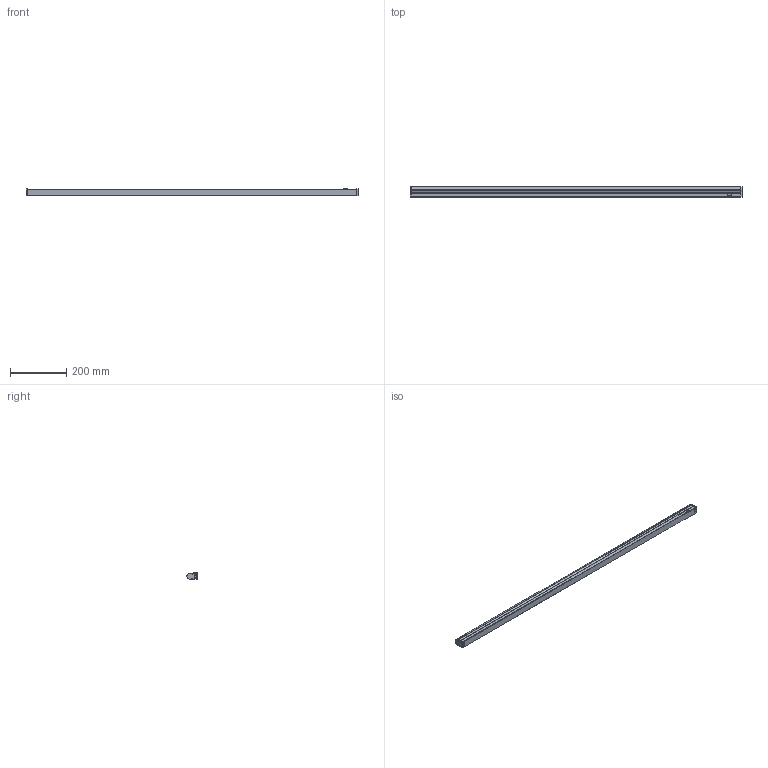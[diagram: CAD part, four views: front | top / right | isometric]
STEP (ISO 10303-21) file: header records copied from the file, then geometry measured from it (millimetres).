
FILE_DESCRIPTION (( 'STEP AP203' ), '1' );
FILE_NAME ('LDBO0-3004-14-4000-K01 Ñâåòèëüíèê ñâåòîäèîäíûé ÄÁÎ 3004 14Âò 4000Ê IP20 1172ìì ïëàñòèê  IEK.STEP', '2018-04-11T06:24:14', ( '' ), ( '' ), 'SwSTEP 2.0', 'SolidWorks 2014', '' );
FILE_SCHEMA (( 'CONFIG_CONTROL_DESIGN' ));
Length unit declared in the file: millimetre
Products named in the file (1): LDBO0-3004-14-4000-K01 Ñâåòèëüíèê ñâåòîäèîäíûé ÄÁÎ 3004 14Âò 4000Ê IP20 1172ìì ïëàñòèê  IEK
Bounding box: 1178 x 36.2 x 25.1 mm (x, y, z)
Volume: 800038.1 mm3; surface area: 135221.9 mm2
Topology: 1 solids, 1 shells, 134 faces, 352 edges, 234 vertices
Faces by surface type: plane 70, cylinder 56, cone 8
Entity records: 4245 total; most frequent: DIRECTION 750, CARTESIAN_POINT 721, ORIENTED_EDGE 704, EDGE_CURVE 352, AXIS2_PLACEMENT_3D 263, VERTEX_POINT 234, LINE 224, VECTOR 224
